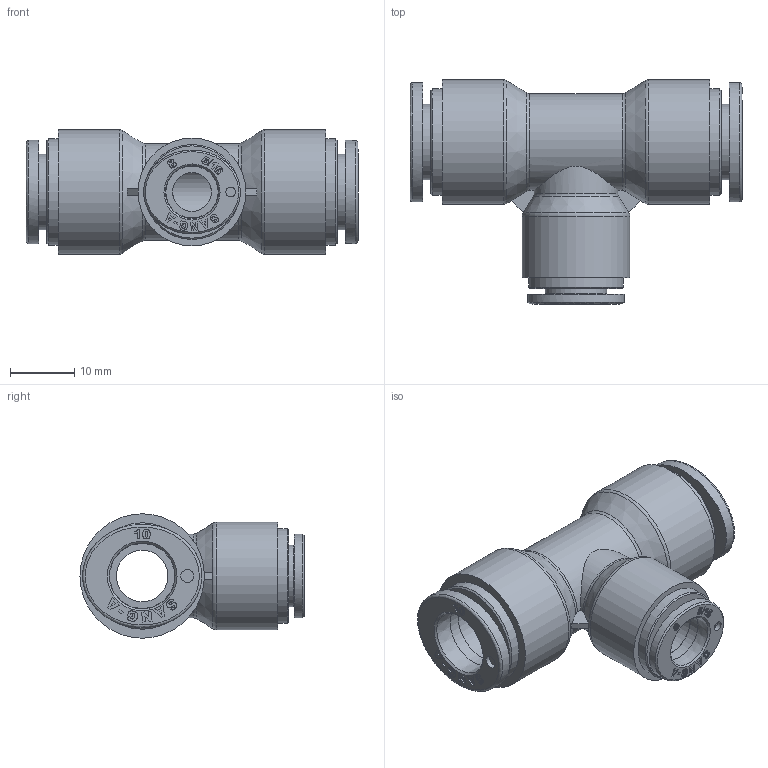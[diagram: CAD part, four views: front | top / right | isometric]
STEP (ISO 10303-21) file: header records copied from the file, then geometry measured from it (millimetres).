
FILE_DESCRIPTION((''),'2;1');
FILE_NAME('CR-PUG 1008.stp','2020-11-11T09:48:09',('Administrator'),(''),'Autodesk Inventor 2013','Autodesk Inventor 2013','');
FILE_SCHEMA(('CONFIG_CONTROL_DESIGN'));
Length unit declared in the file: millimetre
Products named in the file (4): 조립품20; CR-PUG 1008 BODY; CR-SLEEVE 10; CR-SLEEVE 08
Assembly tree (4 placements, depth 2):
  조립품20
    CR-PUG 1008 BODY
    CR-SLEEVE 10  x2
    CR-SLEEVE 08
Bounding box: 51.5 x 34.75 x 19.3 mm (x, y, z)
Volume: 10539.1 mm3; surface area: 7783 mm2
Topology: 4 solids, 4 shells, 1197 faces, 3415 edges, 2274 vertices
Faces by surface type: plane 1110, cylinder 39, bspline 26, cone 15, torus 7
Full cylindrical faces by diameter (mm): 1.5 x1, 2 x2, 6 x1, 8 x1, 8.134 x1, 8.2 x1, 9.6 x1, 10.18 x2, 10.2 x2, 11.7 x2, 14.7 x1, 16.5 x2, 16.7 x1, 19.3 x2
Entity records: 26893 total; most frequent: CARTESIAN_POINT 5378, ORIENTED_EDGE 4466, DIRECTION 3891, EDGE_CURVE 2233, VECTOR 2091, LINE 2091, VERTEX_POINT 1503, AXIS2_PLACEMENT_3D 900
